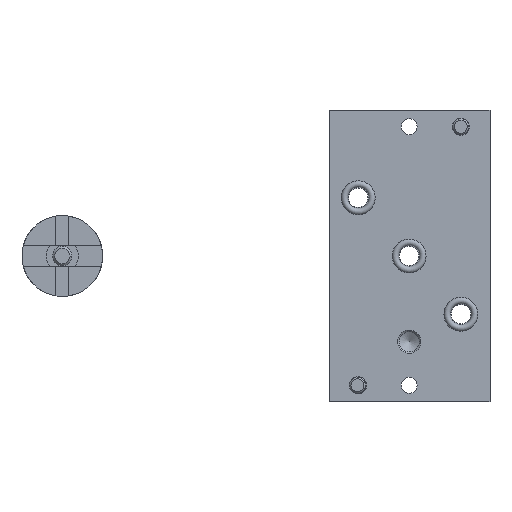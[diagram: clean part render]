
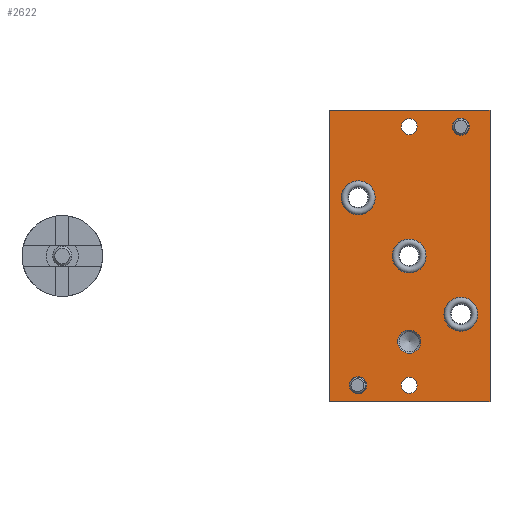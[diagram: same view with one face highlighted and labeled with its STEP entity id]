
A CAD part, front view. The second image highlights one B-rep face of the part: STEP entity #2622.
In plain terms, the highlighted planar face has unit normal (0, -1, 0).
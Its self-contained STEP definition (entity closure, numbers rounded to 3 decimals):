
#104=LINE('',#3852,#300);
#108=LINE('',#3860,#304);
#112=LINE('',#3867,#308);
#113=LINE('',#3869,#309);
#300=VECTOR('',#3116,1000.);
#304=VECTOR('',#3122,1000.);
#308=VECTOR('',#3128,1000.);
#309=VECTOR('',#3131,1000.);
#573=ORIENTED_EDGE('',*,*,#1167,.F.);
#574=ORIENTED_EDGE('',*,*,#1209,.F.);
#575=ORIENTED_EDGE('',*,*,#1210,.F.);
#576=ORIENTED_EDGE('',*,*,#1211,.F.);
#577=ORIENTED_EDGE('',*,*,#1212,.F.);
#578=ORIENTED_EDGE('',*,*,#1171,.F.);
#579=ORIENTED_EDGE('',*,*,#1213,.F.);
#580=ORIENTED_EDGE('',*,*,#1175,.F.);
#581=ORIENTED_EDGE('',*,*,#1199,.F.);
#582=ORIENTED_EDGE('',*,*,#1208,.F.);
#583=ORIENTED_EDGE('',*,*,#1203,.F.);
#584=ORIENTED_EDGE('',*,*,#1207,.F.);
#1167=EDGE_CURVE('',#1490,#1490,#1721,.T.);
#1171=EDGE_CURVE('',#1494,#1494,#1725,.T.);
#1175=EDGE_CURVE('',#1498,#1498,#1729,.T.);
#1199=EDGE_CURVE('',#1520,#1521,#104,.T.);
#1203=EDGE_CURVE('',#1523,#1524,#108,.T.);
#1207=EDGE_CURVE('',#1521,#1523,#112,.T.);
#1208=EDGE_CURVE('',#1524,#1520,#113,.T.);
#1209=EDGE_CURVE('',#1526,#1526,#1739,.T.);
#1210=EDGE_CURVE('',#1527,#1527,#1740,.T.);
#1211=EDGE_CURVE('',#1528,#1528,#1741,.T.);
#1212=EDGE_CURVE('',#1529,#1529,#1742,.T.);
#1213=EDGE_CURVE('',#1530,#1530,#1743,.T.);
#1490=VERTEX_POINT('',#3784);
#1494=VERTEX_POINT('',#3794);
#1498=VERTEX_POINT('',#3804);
#1520=VERTEX_POINT('',#3851);
#1521=VERTEX_POINT('',#3853);
#1523=VERTEX_POINT('',#3859);
#1524=VERTEX_POINT('',#3861);
#1526=VERTEX_POINT('',#3872);
#1527=VERTEX_POINT('',#3874);
#1528=VERTEX_POINT('',#3876);
#1529=VERTEX_POINT('',#3878);
#1530=VERTEX_POINT('',#3880);
#1721=CIRCLE('',#2781,5.25);
#1725=CIRCLE('',#2787,5.25);
#1729=CIRCLE('',#2793,5.25);
#1739=CIRCLE('',#2809,2.65);
#1740=CIRCLE('',#2810,2.459);
#1741=CIRCLE('',#2811,2.459);
#1742=CIRCLE('',#2812,3.6);
#1743=CIRCLE('',#2813,2.65);
#1859=EDGE_LOOP('',(#573));
#1860=EDGE_LOOP('',(#574));
#1861=EDGE_LOOP('',(#575));
#1862=EDGE_LOOP('',(#576));
#1863=EDGE_LOOP('',(#577));
#1864=EDGE_LOOP('',(#578));
#1865=EDGE_LOOP('',(#579));
#1866=EDGE_LOOP('',(#580));
#1867=EDGE_LOOP('',(#581,#582,#583,#584));
#2059=FACE_BOUND('',#1859,.T.);
#2060=FACE_BOUND('',#1860,.T.);
#2061=FACE_BOUND('',#1861,.T.);
#2062=FACE_BOUND('',#1862,.T.);
#2063=FACE_BOUND('',#1863,.T.);
#2064=FACE_BOUND('',#1864,.T.);
#2065=FACE_BOUND('',#1865,.T.);
#2066=FACE_BOUND('',#1866,.T.);
#2067=FACE_BOUND('',#1867,.T.);
#2246=PLANE('',#2808);
#2622=ADVANCED_FACE('',(#2059,#2060,#2061,#2062,#2063,#2064,#2065,#2066,
#2067),#2246,.F.);
#2781=AXIS2_PLACEMENT_3D('',#3783,#3054,#3055);
#2787=AXIS2_PLACEMENT_3D('',#3793,#3066,#3067);
#2793=AXIS2_PLACEMENT_3D('',#3803,#3078,#3079);
#2808=AXIS2_PLACEMENT_3D('',#3870,#3132,#3133);
#2809=AXIS2_PLACEMENT_3D('',#3871,#3134,#3135);
#2810=AXIS2_PLACEMENT_3D('',#3873,#3136,#3137);
#2811=AXIS2_PLACEMENT_3D('',#3875,#3138,#3139);
#2812=AXIS2_PLACEMENT_3D('',#3877,#3140,#3141);
#2813=AXIS2_PLACEMENT_3D('',#3879,#3142,#3143);
#3054=DIRECTION('',(0.,-1.,0.));
#3055=DIRECTION('',(0.,0.,-1.));
#3066=DIRECTION('',(0.,-1.,0.));
#3067=DIRECTION('',(0.,0.,-1.));
#3078=DIRECTION('',(0.,-1.,0.));
#3079=DIRECTION('',(0.,0.,-1.));
#3116=DIRECTION('',(-1.,0.,0.));
#3122=DIRECTION('',(1.,0.,0.));
#3128=DIRECTION('',(0.,0.,1.));
#3131=DIRECTION('',(0.,0.,-1.));
#3132=DIRECTION('',(0.,1.,0.));
#3133=DIRECTION('',(0.,0.,1.));
#3134=DIRECTION('',(0.,-1.,0.));
#3135=DIRECTION('',(0.,0.,-1.));
#3136=DIRECTION('',(0.,-1.,0.));
#3137=DIRECTION('',(0.,0.,-1.));
#3138=DIRECTION('',(0.,-1.,0.));
#3139=DIRECTION('',(0.,0.,-1.));
#3140=DIRECTION('',(0.,-1.,0.));
#3141=DIRECTION('',(0.,0.,-1.));
#3142=DIRECTION('',(0.,-1.,0.));
#3143=DIRECTION('',(0.,0.,-1.));
#3783=CARTESIAN_POINT('',(15.75,0.,-18.));
#3784=CARTESIAN_POINT('',(15.75,0.,-23.25));
#3793=CARTESIAN_POINT('',(-0.25,0.,0.));
#3794=CARTESIAN_POINT('',(-0.25,0.,-5.25));
#3803=CARTESIAN_POINT('',(-16.,0.,18.));
#3804=CARTESIAN_POINT('',(-16.,0.,12.75));
#3851=CARTESIAN_POINT('',(24.75,0.,-45.));
#3852=CARTESIAN_POINT('',(24.75,0.,-45.));
#3853=CARTESIAN_POINT('',(-24.75,0.,-45.));
#3859=CARTESIAN_POINT('',(-24.75,0.,45.));
#3860=CARTESIAN_POINT('',(-24.75,0.,45.));
#3861=CARTESIAN_POINT('',(24.75,0.,45.));
#3867=CARTESIAN_POINT('',(-24.75,0.,-45.));
#3869=CARTESIAN_POINT('',(24.75,0.,45.));
#3870=CARTESIAN_POINT('',(0.,0.,0.));
#3871=CARTESIAN_POINT('',(15.75,0.,40.));
#3872=CARTESIAN_POINT('',(15.75,0.,37.35));
#3873=CARTESIAN_POINT('',(-0.25,0.,-40.));
#3874=CARTESIAN_POINT('',(-0.25,0.,-42.459));
#3875=CARTESIAN_POINT('',(-0.25,0.,40.));
#3876=CARTESIAN_POINT('',(-0.25,0.,37.542));
#3877=CARTESIAN_POINT('',(-0.25,0.,-26.5));
#3878=CARTESIAN_POINT('',(-0.25,0.,-30.1));
#3879=CARTESIAN_POINT('',(-16.,0.,-40.));
#3880=CARTESIAN_POINT('',(-16.,0.,-42.65));
